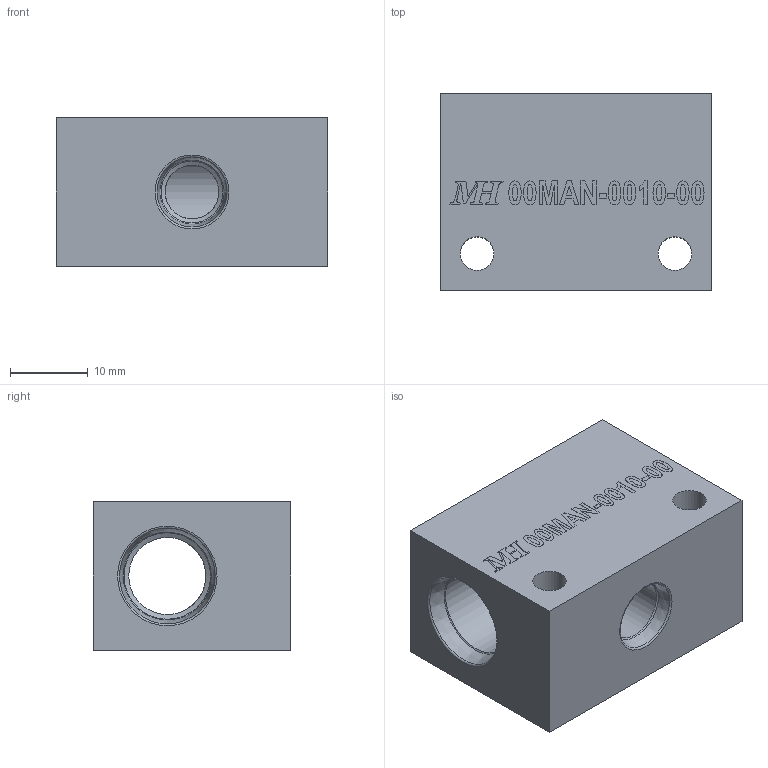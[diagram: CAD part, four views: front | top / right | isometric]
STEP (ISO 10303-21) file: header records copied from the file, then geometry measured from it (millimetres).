
FILE_DESCRIPTION(('STEP AP214'),'1');
FILE_NAME('00MAN-0010-00(TEE, SAE-4 x -4 x -2).stp','2021-02-06T01:26:53',(' '),(' '),'Spatial InterOp 3D',' ',' ');
FILE_SCHEMA(('AUTOMOTIVE_DESIGN { 1 0 10303 214 1 1 1 1 }'));
Length unit declared in the file: inch
Products named in the file (1): 00MAN-0010-00(TEE, SAE-4 x -4 x -2)
Bounding box: 34.92 x 25.4 x 19.05 mm (x, y, z)
Volume: 12559.3 mm3; surface area: 5695.2 mm2
Topology: 1 solids, 1 shells, 639 faces, 1842 edges, 1227 vertices
Faces by surface type: plane 616, cone 11, cylinder 9, torus 3
Full cylindrical faces by diameter (mm): 4.318 x2, 6.909 x1, 7.938 x1, 9.906 x1, 11.112 x2
Entity records: 25548 total; most frequent: CARTESIAN_POINT 3750, ORIENTED_EDGE 3622, DIRECTION 3110, EDGE_CURVE 1811, LINE 1776, VECTOR 1776, VERTEX_POINT 1215, EDGE_LOOP 688
